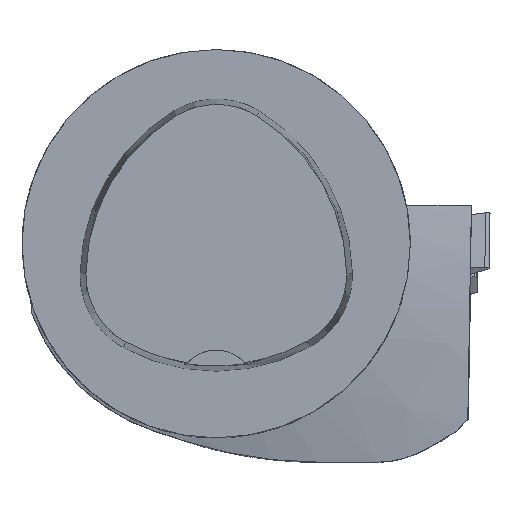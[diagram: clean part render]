
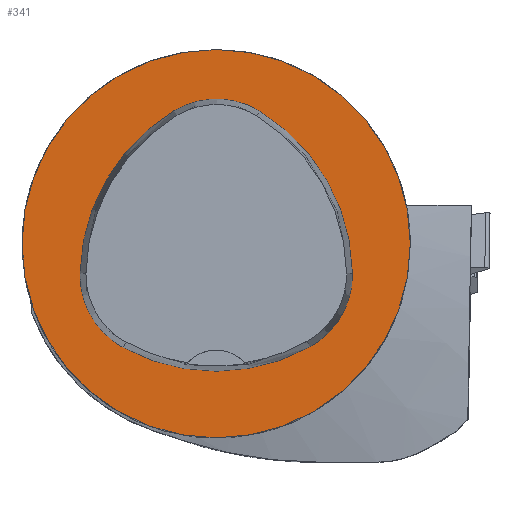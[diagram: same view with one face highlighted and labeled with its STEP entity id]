
A CAD part, top view. The second image highlights one B-rep face of the part: STEP entity #341.
In plain terms, the highlighted planar face has unit normal (0, 0, 1).
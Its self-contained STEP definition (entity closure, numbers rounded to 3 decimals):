
#128=FACE_BOUND('',#625,.T.);
#129=FACE_BOUND('',#626,.T.);
#242=CIRCLE('',#2294,20.);
#243=CIRCLE('',#2304,20.);
#245=CIRCLE('',#2307,8.5);
#247=CIRCLE('',#2310,20.);
#249=CIRCLE('',#2313,8.5);
#252=CIRCLE('',#2317,20.);
#255=CIRCLE('',#2321,8.5);
#341=ADVANCED_FACE('',(#128,#129),#417,.T.);
#417=PLANE('',#2326);
#625=EDGE_LOOP('',(#1154,#1155,#1156,#1157,#1158,#1159));
#626=EDGE_LOOP('',(#1160));
#1154=ORIENTED_EDGE('',*,*,#1732,.F.);
#1155=ORIENTED_EDGE('',*,*,#1727,.F.);
#1156=ORIENTED_EDGE('',*,*,#1722,.F.);
#1157=ORIENTED_EDGE('',*,*,#1719,.F.);
#1158=ORIENTED_EDGE('',*,*,#1716,.F.);
#1159=ORIENTED_EDGE('',*,*,#1712,.F.);
#1160=ORIENTED_EDGE('',*,*,#1695,.T.);
#1432=VERTEX_POINT('',#4490);
#1449=VERTEX_POINT('',#4525);
#1450=VERTEX_POINT('',#4526);
#1453=VERTEX_POINT('',#4534);
#1455=VERTEX_POINT('',#4540);
#1457=VERTEX_POINT('',#4546);
#1461=VERTEX_POINT('',#4559);
#1695=EDGE_CURVE('',#1432,#1432,#242,.T.);
#1712=EDGE_CURVE('',#1449,#1450,#243,.T.);
#1716=EDGE_CURVE('',#1450,#1453,#245,.T.);
#1719=EDGE_CURVE('',#1453,#1455,#247,.T.);
#1722=EDGE_CURVE('',#1455,#1457,#249,.T.);
#1727=EDGE_CURVE('',#1457,#1461,#252,.T.);
#1732=EDGE_CURVE('',#1461,#1449,#255,.T.);
#2294=AXIS2_PLACEMENT_3D('',#4489,#2765,#2766);
#2304=AXIS2_PLACEMENT_3D('',#4524,#2793,#2794);
#2307=AXIS2_PLACEMENT_3D('',#4533,#2801,#2802);
#2310=AXIS2_PLACEMENT_3D('',#4539,#2808,#2809);
#2313=AXIS2_PLACEMENT_3D('',#4545,#2815,#2816);
#2317=AXIS2_PLACEMENT_3D('',#4558,#2824,#2825);
#2321=AXIS2_PLACEMENT_3D('',#4571,#2833,#2834);
#2326=AXIS2_PLACEMENT_3D('',#4576,#2843,#2844);
#2765=DIRECTION('',(0.,0.,1.));
#2766=DIRECTION('',(1.,0.,0.));
#2793=DIRECTION('',(0.,0.,1.));
#2794=DIRECTION('',(1.,0.,0.));
#2801=DIRECTION('',(0.,0.,1.));
#2802=DIRECTION('',(1.,0.,0.));
#2808=DIRECTION('',(0.,0.,1.));
#2809=DIRECTION('',(1.,0.,0.));
#2815=DIRECTION('',(0.,0.,1.));
#2816=DIRECTION('',(1.,0.,0.));
#2824=DIRECTION('',(0.,0.,1.));
#2825=DIRECTION('',(1.,0.,0.));
#2833=DIRECTION('',(0.,0.,1.));
#2834=DIRECTION('',(1.,0.,0.));
#2843=DIRECTION('',(0.,0.,1.));
#2844=DIRECTION('',(-1.,0.,0.));
#4489=CARTESIAN_POINT('',(0.,0.,0.));
#4490=CARTESIAN_POINT('',(20.,0.,0.));
#4524=CARTESIAN_POINT('',(-5.955,-3.414,0.));
#4525=CARTESIAN_POINT('',(14.041,-3.042,0.));
#4526=CARTESIAN_POINT('',(4.472,13.653,0.));
#4533=CARTESIAN_POINT('',(0.04,6.4,0.));
#4534=CARTESIAN_POINT('',(-4.347,13.68,0.));
#4539=CARTESIAN_POINT('',(5.976,-3.45,0.));
#4540=CARTESIAN_POINT('',(-14.021,-3.075,0.));
#4545=CARTESIAN_POINT('',(-5.522,-3.235,0.));
#4546=CARTESIAN_POINT('',(-9.588,-10.699,0.));
#4558=CARTESIAN_POINT('',(-0.022,6.864,0.));
#4559=CARTESIAN_POINT('',(9.655,-10.639,0.));
#4571=CARTESIAN_POINT('',(5.543,-3.2,0.));
#4576=CARTESIAN_POINT('',(0.,0.,0.));
